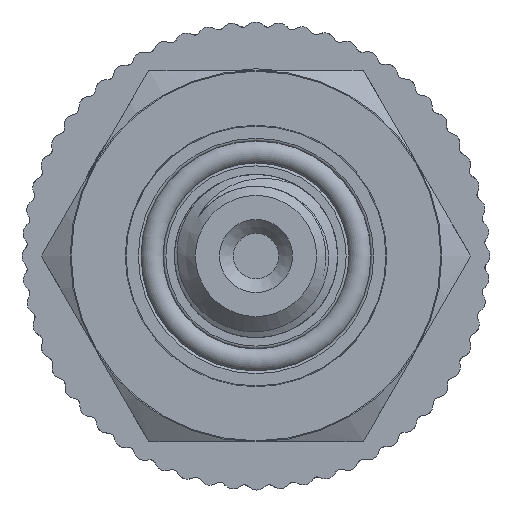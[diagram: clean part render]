
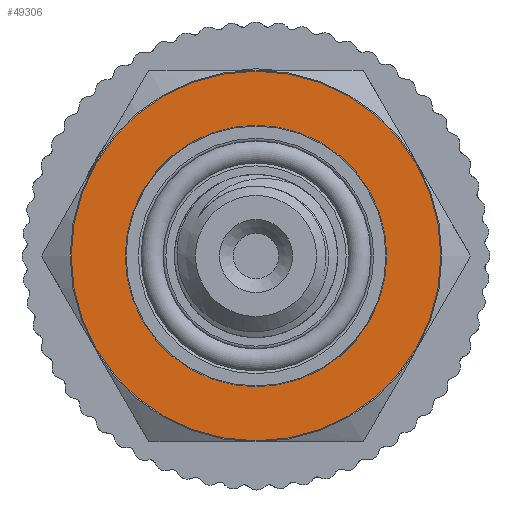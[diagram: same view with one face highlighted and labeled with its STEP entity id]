
A CAD part, left-side view. The second image highlights one B-rep face of the part: STEP entity #49306.
In plain terms, the highlighted planar face has unit normal (-1, 0, 0).
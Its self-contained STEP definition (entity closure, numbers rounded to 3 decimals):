
#174=PLANE('',#51948);
#2983=FACE_BOUND('',#6018,.T.);
#3322=FACE_OUTER_BOUND('',#6017,.T.);
#6017=EDGE_LOOP('',(#34282));
#6018=EDGE_LOOP('',(#34283));
#8521=CIRCLE('',#51949,13.425);
#8522=CIRCLE('',#51950,9.5);
#20230=VERTEX_POINT('',#81486);
#20231=VERTEX_POINT('',#81488);
#25690=EDGE_CURVE('',#20230,#20230,#8521,.T.);
#25691=EDGE_CURVE('',#20231,#20231,#8522,.T.);
#34282=ORIENTED_EDGE('',*,*,#25690,.F.);
#34283=ORIENTED_EDGE('',*,*,#25691,.T.);
#49306=ADVANCED_FACE('',(#3322,#2983),#174,.F.);
#51948=AXIS2_PLACEMENT_3D('',#81485,#56681,#56682);
#51949=AXIS2_PLACEMENT_3D('',#81487,#56683,#56684);
#51950=AXIS2_PLACEMENT_3D('',#81489,#56685,#56686);
#56681=DIRECTION('center_axis',(1.,0.,0.));
#56682=DIRECTION('ref_axis',(0.,0.,-1.));
#56683=DIRECTION('center_axis',(1.,0.,0.));
#56684=DIRECTION('ref_axis',(0.,1.,0.));
#56685=DIRECTION('center_axis',(1.,0.,0.));
#56686=DIRECTION('ref_axis',(0.,0.,-1.));
#81485=CARTESIAN_POINT('Origin',(-48.,9.5,0.));
#81486=CARTESIAN_POINT('',(-48.,-13.425,0.));
#81487=CARTESIAN_POINT('Origin',(-48.,0.,0.));
#81488=CARTESIAN_POINT('',(-48.,-9.5,0.));
#81489=CARTESIAN_POINT('Origin',(-48.,0.,0.));
